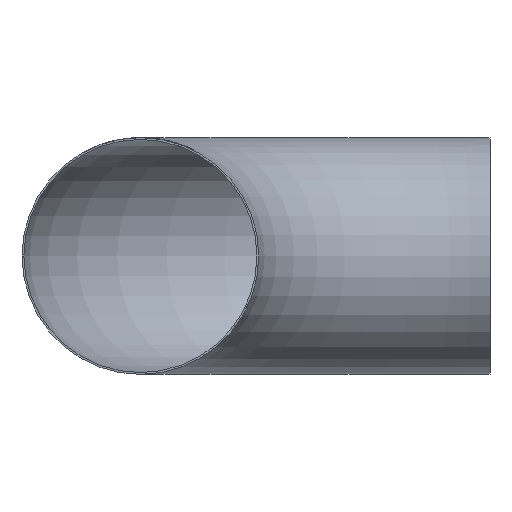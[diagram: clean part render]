
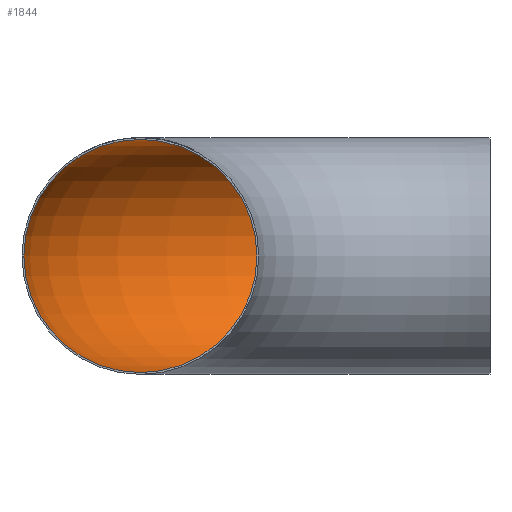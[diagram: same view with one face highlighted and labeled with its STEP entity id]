
A CAD part, front view. The second image highlights one B-rep face of the part: STEP entity #1844.
In plain terms, the highlighted toroidal (fillet/blend) face has major radius 375 mm and minor radius 125 mm.
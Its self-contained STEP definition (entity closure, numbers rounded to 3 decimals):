
#239 = CARTESIAN_POINT ( 'NONE',  ( 0., 0., 0. ) ) ;
#260 = CARTESIAN_POINT ( 'NONE',  ( 0., 375., 0. ) ) ;
#290 = EDGE_CURVE ( 'NONE', #4261, #4261, #6150, .T. ) ;
#336 = DIRECTION ( 'NONE',  ( 0., 1., 0. ) ) ;
#591 = CIRCLE ( 'NONE', #4724, 125. ) ;
#894 = FACE_OUTER_BOUND ( 'NONE', #6239, .T. ) ;
#914 = ORIENTED_EDGE ( 'NONE', *, *, #290, .T. ) ;
#1675 = AXIS2_PLACEMENT_3D ( 'NONE', #260, #8061, #336 ) ;
#1844 = ADVANCED_FACE ( 'NONE', ( #894, #7364 ), #6447, .F. ) ;
#1893 = CARTESIAN_POINT ( 'NONE',  ( -375., 0., 125. ) ) ;
#2145 = EDGE_CURVE ( 'NONE', #2745, #2745, #591, .T. ) ;
#2201 = EDGE_LOOP ( 'NONE', ( #3028 ) ) ;
#2430 = DIRECTION ( 'NONE',  ( -1., 0., 0. ) ) ;
#2745 = VERTEX_POINT ( 'NONE', #1893 ) ;
#3028 = ORIENTED_EDGE ( 'NONE', *, *, #2145, .F. ) ;
#4261 = VERTEX_POINT ( 'NONE', #7033 ) ;
#4291 = DIRECTION ( 'NONE',  ( 0., 0., -1. ) ) ;
#4724 = AXIS2_PLACEMENT_3D ( 'NONE', #7070, #5746, #5805 ) ;
#5746 = DIRECTION ( 'NONE',  ( 0., 1., 0. ) ) ;
#5805 = DIRECTION ( 'NONE',  ( 0., 0., 1. ) ) ;
#6150 = CIRCLE ( 'NONE', #1675, 125. ) ;
#6239 = EDGE_LOOP ( 'NONE', ( #914 ) ) ;
#6447 = TOROIDAL_SURFACE ( 'NONE', #7341, 375., 125. ) ;
#7033 = CARTESIAN_POINT ( 'NONE',  ( 0., 500., 0. ) ) ;
#7070 = CARTESIAN_POINT ( 'NONE',  ( -375., 0., 0. ) ) ;
#7341 = AXIS2_PLACEMENT_3D ( 'NONE', #239, #4291, #2430 ) ;
#7364 = FACE_OUTER_BOUND ( 'NONE', #2201, .T. ) ;
#8061 = DIRECTION ( 'NONE',  ( 1., 0., 0. ) ) ;
